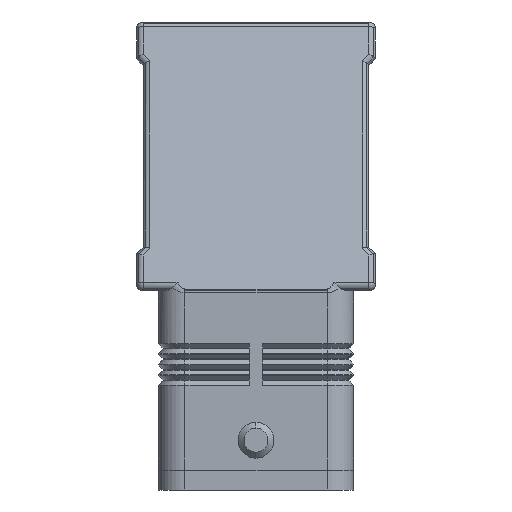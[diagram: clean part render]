
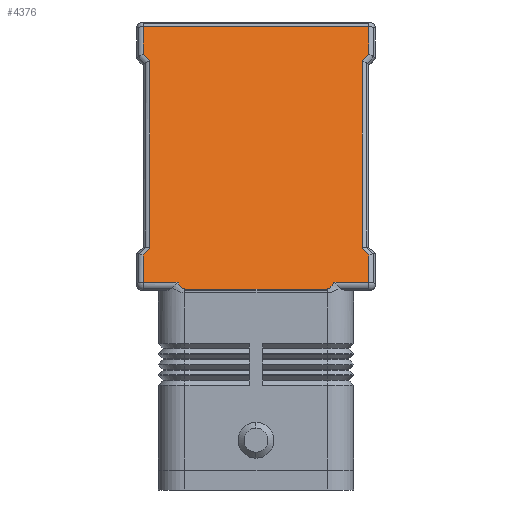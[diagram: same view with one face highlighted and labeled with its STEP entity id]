
A CAD part, left-side view. The second image highlights one B-rep face of the part: STEP entity #4376.
In plain terms, the highlighted planar face has unit normal (-0.96, 0, 0.28).
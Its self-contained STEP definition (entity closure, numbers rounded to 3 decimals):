
#317=CARTESIAN_POINT('',(-39.376,-17.0,31.28));
#318=VERTEX_POINT('',#317);
#326=CARTESIAN_POINT('',(-39.376,-11.743,31.28));
#327=VERTEX_POINT('',#326);
#328=CARTESIAN_POINT('',(-39.376,-17.0,31.28));
#329=DIRECTION('',(0.0,1.0,0.0));
#330=VECTOR('',#329,5.257);
#331=LINE('',#328,#330);
#332=EDGE_CURVE('',#318,#327,#331,.T.);
#480=CARTESIAN_POINT('',(-39.376,11.743,31.28));
#481=VERTEX_POINT('',#480);
#495=CARTESIAN_POINT('',(-39.376,17.0,31.28));
#496=VERTEX_POINT('',#495);
#497=CARTESIAN_POINT('',(-39.376,11.743,31.28));
#498=DIRECTION('',(0.0,1.0,0.0));
#499=VECTOR('',#498,5.257);
#500=LINE('',#497,#499);
#501=EDGE_CURVE('',#481,#496,#500,.T.);
#1024=CARTESIAN_POINT('',(-28.139,17.0,69.78));
#1025=VERTEX_POINT('',#1024);
#1033=CARTESIAN_POINT('',(-28.139,-17.0,69.78));
#1034=VERTEX_POINT('',#1033);
#1035=CARTESIAN_POINT('',(-28.139,17.0,69.78));
#1036=DIRECTION('',(0.0,-1.0,0.0));
#1037=VECTOR('',#1036,34.0);
#1038=LINE('',#1035,#1037);
#1039=EDGE_CURVE('',#1025,#1034,#1038,.T.);
#1787=CARTESIAN_POINT('',(-39.67,-10.7,30.274));
#1788=VERTEX_POINT('',#1787);
#1796=CARTESIAN_POINT('',(-39.67,10.7,30.274));
#1797=VERTEX_POINT('',#1796);
#1798=CARTESIAN_POINT('',(-39.67,-10.7,30.274));
#1799=DIRECTION('',(0.0,1.0,0.0));
#1800=VECTOR('',#1799,21.4);
#1801=LINE('',#1798,#1800);
#1802=EDGE_CURVE('',#1788,#1797,#1801,.T.);
#4091=CARTESIAN_POINT('',(-37.67,-10.7,37.126));
#4092=DIRECTION('',(0.96,0.0,-0.28));
#4093=DIRECTION('',(-0.28,0.0,-0.96));
#4094=AXIS2_PLACEMENT_3D('',#4091,#4092,#4093);
#4095=ELLIPSE('',#4094,7.138,2.0);
#4096=EDGE_CURVE('',#327,#1788,#4095,.T.);
#4277=CARTESIAN_POINT('',(-37.67,10.7,37.126));
#4278=DIRECTION('',(0.96,0.0,-0.28));
#4279=DIRECTION('',(-0.28,0.0,-0.96));
#4280=AXIS2_PLACEMENT_3D('',#4277,#4278,#4279);
#4281=ELLIPSE('',#4280,7.138,2.0);
#4282=EDGE_CURVE('',#1797,#481,#4281,.T.);
#4287=CARTESIAN_POINT('',(-27.929,0.0,70.5));
#4288=DIRECTION('',(-0.96,0.0,0.28));
#4289=DIRECTION('',(0.28,0.0,0.96));
#4290=AXIS2_PLACEMENT_3D('',#4287,#4288,#4289);
#4291=PLANE('',#4290);
#4292=ORIENTED_EDGE('',*,*,#501,.F.);
#4293=ORIENTED_EDGE('',*,*,#4282,.F.);
#4294=ORIENTED_EDGE('',*,*,#1802,.F.);
#4295=ORIENTED_EDGE('',*,*,#4096,.F.);
#4296=ORIENTED_EDGE('',*,*,#332,.F.);
#4297=CARTESIAN_POINT('',(-38.173,-17.0,35.402));
#4298=VERTEX_POINT('',#4297);
#4299=CARTESIAN_POINT('',(-38.173,-17.0,35.402));
#4300=DIRECTION('',(-0.28,0.0,-0.96));
#4301=VECTOR('',#4300,4.293);
#4302=LINE('',#4299,#4301);
#4303=EDGE_CURVE('',#4298,#318,#4302,.T.);
#4304=ORIENTED_EDGE('',*,*,#4303,.F.);
#4305=CARTESIAN_POINT('',(-37.881,-16.,36.402));
#4306=VERTEX_POINT('',#4305);
#4307=CARTESIAN_POINT('',(-37.881,-16.,36.402));
#4308=DIRECTION('',(-0.202,-0.693,-0.693));
#4309=VECTOR('',#4308,1.444);
#4310=LINE('',#4307,#4309);
#4311=EDGE_CURVE('',#4306,#4298,#4310,.T.);
#4312=ORIENTED_EDGE('',*,*,#4311,.F.);
#4313=CARTESIAN_POINT('',(-29.634,-16.,64.659));
#4314=VERTEX_POINT('',#4313);
#4315=CARTESIAN_POINT('',(-29.634,-16.,64.659));
#4316=DIRECTION('',(-0.28,0.0,-0.96));
#4317=VECTOR('',#4316,29.436);
#4318=LINE('',#4315,#4317);
#4319=EDGE_CURVE('',#4314,#4306,#4318,.T.);
#4320=ORIENTED_EDGE('',*,*,#4319,.F.);
#4321=CARTESIAN_POINT('',(-29.342,-17.0,65.659));
#4322=VERTEX_POINT('',#4321);
#4323=CARTESIAN_POINT('',(-29.342,-17.0,65.659));
#4324=DIRECTION('',(-0.202,0.693,-0.693));
#4325=VECTOR('',#4324,1.444);
#4326=LINE('',#4323,#4325);
#4327=EDGE_CURVE('',#4322,#4314,#4326,.T.);
#4328=ORIENTED_EDGE('',*,*,#4327,.F.);
#4329=CARTESIAN_POINT('',(-28.139,-17.0,69.78));
#4330=DIRECTION('',(-0.28,0.0,-0.96));
#4331=VECTOR('',#4330,4.293);
#4332=LINE('',#4329,#4331);
#4333=EDGE_CURVE('',#1034,#4322,#4332,.T.);
#4334=ORIENTED_EDGE('',*,*,#4333,.F.);
#4335=ORIENTED_EDGE('',*,*,#1039,.F.);
#4336=CARTESIAN_POINT('',(-29.342,17.0,65.659));
#4337=VERTEX_POINT('',#4336);
#4338=CARTESIAN_POINT('',(-29.342,17.0,65.659));
#4339=DIRECTION('',(0.28,0.0,0.96));
#4340=VECTOR('',#4339,4.293);
#4341=LINE('',#4338,#4340);
#4342=EDGE_CURVE('',#4337,#1025,#4341,.T.);
#4343=ORIENTED_EDGE('',*,*,#4342,.F.);
#4344=CARTESIAN_POINT('',(-29.634,16.,64.659));
#4345=VERTEX_POINT('',#4344);
#4346=CARTESIAN_POINT('',(-29.634,16.,64.659));
#4347=DIRECTION('',(0.202,0.693,0.693));
#4348=VECTOR('',#4347,1.444);
#4349=LINE('',#4346,#4348);
#4350=EDGE_CURVE('',#4345,#4337,#4349,.T.);
#4351=ORIENTED_EDGE('',*,*,#4350,.F.);
#4352=CARTESIAN_POINT('',(-37.881,16.,36.402));
#4353=VERTEX_POINT('',#4352);
#4354=CARTESIAN_POINT('',(-37.881,16.,36.402));
#4355=DIRECTION('',(0.28,0.0,0.96));
#4356=VECTOR('',#4355,29.436);
#4357=LINE('',#4354,#4356);
#4358=EDGE_CURVE('',#4353,#4345,#4357,.T.);
#4359=ORIENTED_EDGE('',*,*,#4358,.F.);
#4360=CARTESIAN_POINT('',(-38.173,17.0,35.402));
#4361=VERTEX_POINT('',#4360);
#4362=CARTESIAN_POINT('',(-38.173,17.0,35.402));
#4363=DIRECTION('',(0.202,-0.693,0.693));
#4364=VECTOR('',#4363,1.444);
#4365=LINE('',#4362,#4364);
#4366=EDGE_CURVE('',#4361,#4353,#4365,.T.);
#4367=ORIENTED_EDGE('',*,*,#4366,.F.);
#4368=CARTESIAN_POINT('',(-39.376,17.0,31.28));
#4369=DIRECTION('',(0.28,0.0,0.96));
#4370=VECTOR('',#4369,4.293);
#4371=LINE('',#4368,#4370);
#4372=EDGE_CURVE('',#496,#4361,#4371,.T.);
#4373=ORIENTED_EDGE('',*,*,#4372,.F.);
#4374=EDGE_LOOP('',(#4292,#4293,#4294,#4295,#4296,#4304,#4312,#4320,#4328,#4334,#4335,#4343,#4351,#4359,#4367,#4373));
#4375=FACE_OUTER_BOUND('',#4374,.T.);
#4376=ADVANCED_FACE('',(#4375),#4291,.T.);
